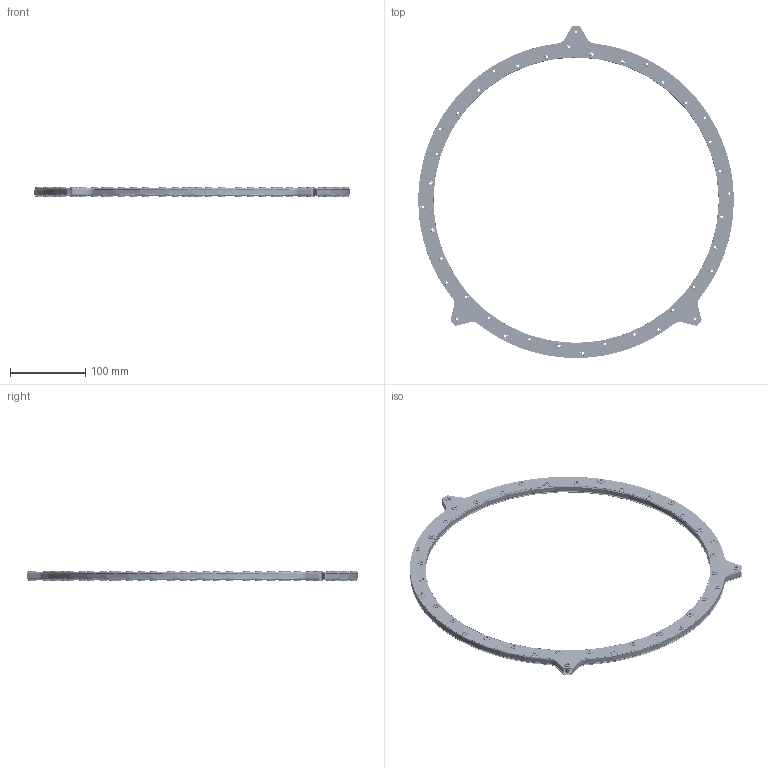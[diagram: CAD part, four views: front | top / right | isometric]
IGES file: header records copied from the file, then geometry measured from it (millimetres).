
Start section: SolidWorks IGES FILE using analytic representation for surfaces
Global section: file name: ESLI RING.IGS; native system: SolidWorks 98Plus by SolidWorks Corporation; preprocessor: Version 3.0; author: Bill; date: 990709.134319; units: inch
Bounding box: 419.97 x 441.77 x 13.5 mm (x, y, z)
Surface area: 215393.7 mm2 (no closed solid volume)
Topology: 0 solids, 0 shells, 1641 faces, 30730 edges, 30730 vertices
Faces by surface type: revolution 1102, bspline 539
